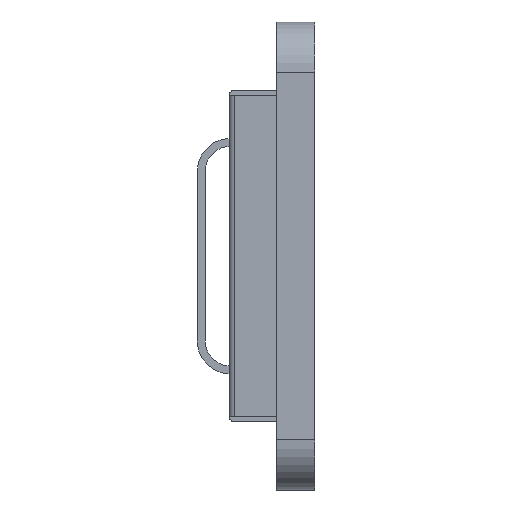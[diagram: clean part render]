
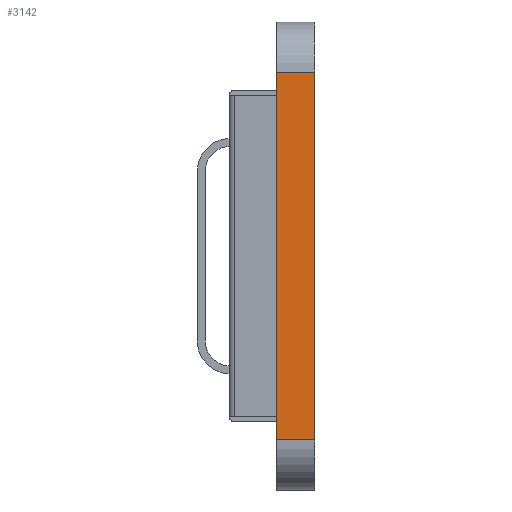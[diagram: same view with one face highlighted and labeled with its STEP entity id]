
A CAD part, left-side view. The second image highlights one B-rep face of the part: STEP entity #3142.
In plain terms, the highlighted planar face has unit normal (-1, 0, 0).
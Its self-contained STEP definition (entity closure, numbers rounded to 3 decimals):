
#3142=ADVANCED_FACE('',(#3963),#3566,.T.);
#3566=PLANE('',#12515);
#3963=FACE_OUTER_BOUND('',#4464,.T.);
#4464=EDGE_LOOP('',(#8032,#8033,#8034,#8035));
#4924=LINE('',#15855,#5992);
#5315=LINE('',#16910,#6383);
#5316=LINE('',#16914,#6384);
#5317=LINE('',#16916,#6385);
#5992=VECTOR('',#13133,1.);
#6383=VECTOR('',#14124,1.);
#6384=VECTOR('',#14129,1.);
#6385=VECTOR('',#14130,1.);
#8032=ORIENTED_EDGE('',*,*,#11202,.T.);
#8033=ORIENTED_EDGE('',*,*,#10691,.F.);
#8034=ORIENTED_EDGE('',*,*,#11204,.F.);
#8035=ORIENTED_EDGE('',*,*,#11205,.T.);
#9802=VERTEX_POINT('',#15854);
#9803=VERTEX_POINT('',#15856);
#10135=VERTEX_POINT('',#16911);
#10136=VERTEX_POINT('',#16915);
#10691=EDGE_CURVE('',#9802,#9803,#4924,.T.);
#11202=EDGE_CURVE('',#10135,#9803,#5315,.T.);
#11204=EDGE_CURVE('',#10136,#9802,#5316,.T.);
#11205=EDGE_CURVE('',#10136,#10135,#5317,.T.);
#12515=AXIS2_PLACEMENT_3D('',#16917,#14131,#14132);
#13133=DIRECTION('',(0.,0.,1.));
#14124=DIRECTION('',(0.,1.,0.));
#14129=DIRECTION('',(0.,1.,0.));
#14130=DIRECTION('',(0.,0.,1.));
#14131=DIRECTION('',(-1.,0.,0.));
#14132=DIRECTION('',(0.,0.,1.));
#15854=CARTESIAN_POINT('',(-8.673,1.2,-13.096));
#15855=CARTESIAN_POINT('',(-8.673,1.2,-6.111));
#15856=CARTESIAN_POINT('',(-8.673,1.2,0.874));
#16910=CARTESIAN_POINT('',(-8.673,0.,0.874));
#16911=CARTESIAN_POINT('',(-8.673,-0.25,0.874));
#16914=CARTESIAN_POINT('',(-8.673,0.,-13.096));
#16915=CARTESIAN_POINT('',(-8.673,-0.25,-13.096));
#16916=CARTESIAN_POINT('',(-8.673,-0.25,-13.096));
#16917=CARTESIAN_POINT('',(-8.673,0.,-13.096));
